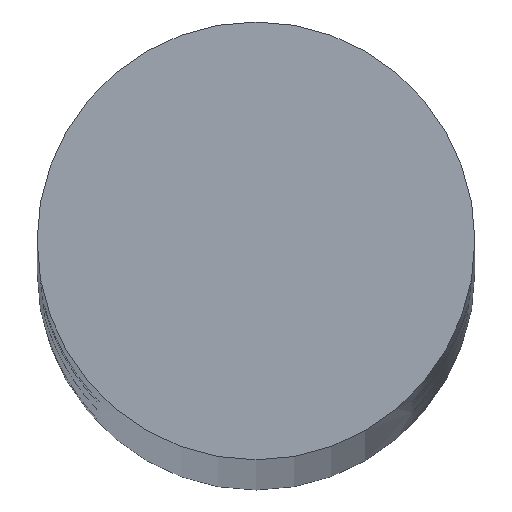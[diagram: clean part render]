
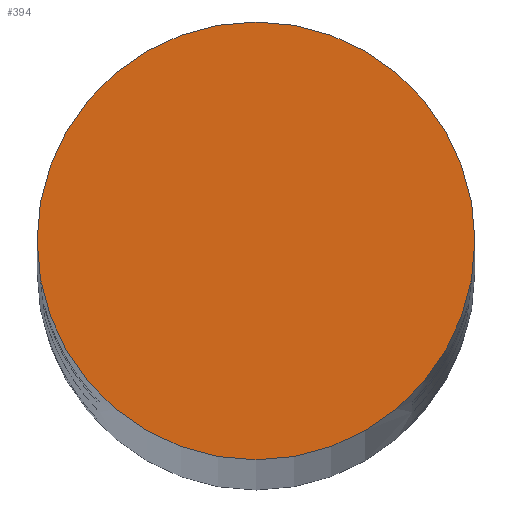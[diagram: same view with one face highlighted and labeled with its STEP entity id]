
A CAD part, top view. The second image highlights one B-rep face of the part: STEP entity #394.
In plain terms, the highlighted planar face has unit normal (0, 0, 1).
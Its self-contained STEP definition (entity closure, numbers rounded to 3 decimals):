
#31=PLANE('',#443);
#50=FACE_OUTER_BOUND('',#89,.T.);
#89=EDGE_LOOP('',(#320,#321));
#111=CIRCLE('',#439,10.);
#112=CIRCLE('',#440,10.);
#185=VERTEX_POINT('',#748);
#186=VERTEX_POINT('',#749);
#229=EDGE_CURVE('',#185,#186,#111,.T.);
#230=EDGE_CURVE('',#186,#185,#112,.T.);
#320=ORIENTED_EDGE('',*,*,#229,.T.);
#321=ORIENTED_EDGE('',*,*,#230,.T.);
#394=ADVANCED_FACE('',(#50),#31,.T.);
#439=AXIS2_PLACEMENT_3D('',#750,#501,#502);
#440=AXIS2_PLACEMENT_3D('',#751,#503,#504);
#443=AXIS2_PLACEMENT_3D('',#1069,#510,#511);
#501=DIRECTION('center_axis',(0.,0.,
1.));
#502=DIRECTION('ref_axis',(-0.814,0.581,0.));
#503=DIRECTION('center_axis',(0.,0.,
1.));
#504=DIRECTION('ref_axis',(-0.814,0.581,0.));
#510=DIRECTION('center_axis',(0.,0.,1.));
#511=DIRECTION('ref_axis',(1.,0.,0.));
#748=CARTESIAN_POINT('',(-10.,0.,790.));
#749=CARTESIAN_POINT('',(10.,0.,790.));
#750=CARTESIAN_POINT('Origin',(0.,0.,
790.));
#751=CARTESIAN_POINT('Origin',(0.,0.,
790.));
#1069=CARTESIAN_POINT('Origin',(0.,-10.01,790.));
